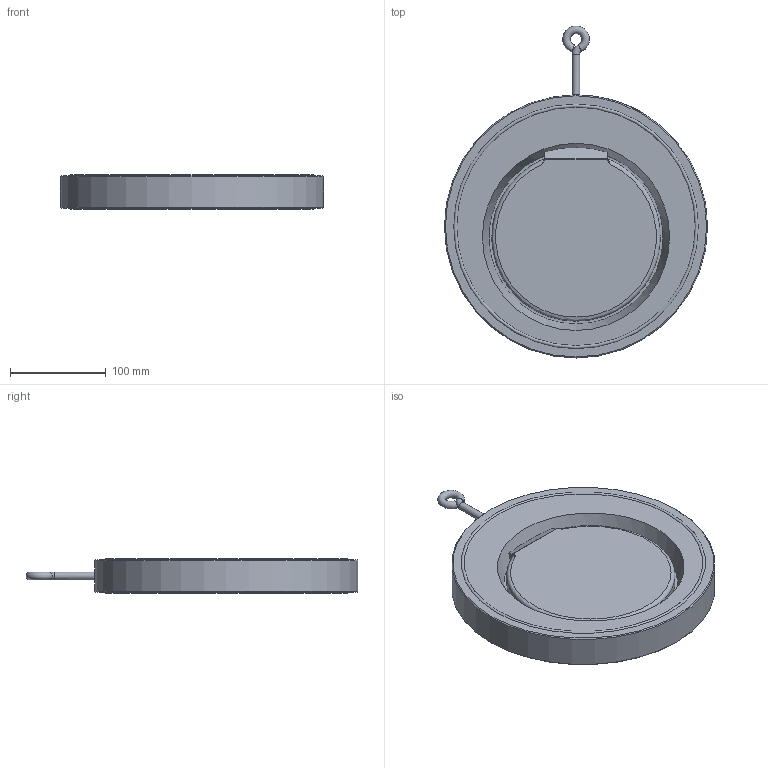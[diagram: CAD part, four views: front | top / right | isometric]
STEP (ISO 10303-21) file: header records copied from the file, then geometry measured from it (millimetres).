
FILE_DESCRIPTION (( 'STEP AP214' ), '1' );
FILE_NAME ('920-200.STEP', '2017-10-17T08:56:07', ( 'eh' ), ( 'Hewlett-Packard Company' ), 'SwSTEP 2.0', 'SolidWorks 2015', '' );
FILE_SCHEMA (( 'AUTOMOTIVE_DESIGN' ));
Length unit declared in the file: millimetre
Products named in the file (1): 920-200
Bounding box: 275 x 347 x 35.79 mm (x, y, z)
Volume: 1562869.6 mm3; surface area: 182401.6 mm2
Topology: 1 solids, 2 shells, 136 faces, 346 edges, 229 vertices
Faces by surface type: bspline 67, plane 34, cylinder 19, torus 11, cone 5
Full cylindrical faces by diameter (mm): 6.75 x1, 8 x1, 154 x1, 275 x1
Entity records: 15884 total; most frequent: CARTESIAN_POINT 13175, ORIENTED_EDGE 648, EDGE_CURVE 324, DIRECTION 293, B_SPLINE_CURVE_WITH_KNOTS 227, VERTEX_POINT 224, EDGE_LOOP 172, FACE_OUTER_BOUND 148
